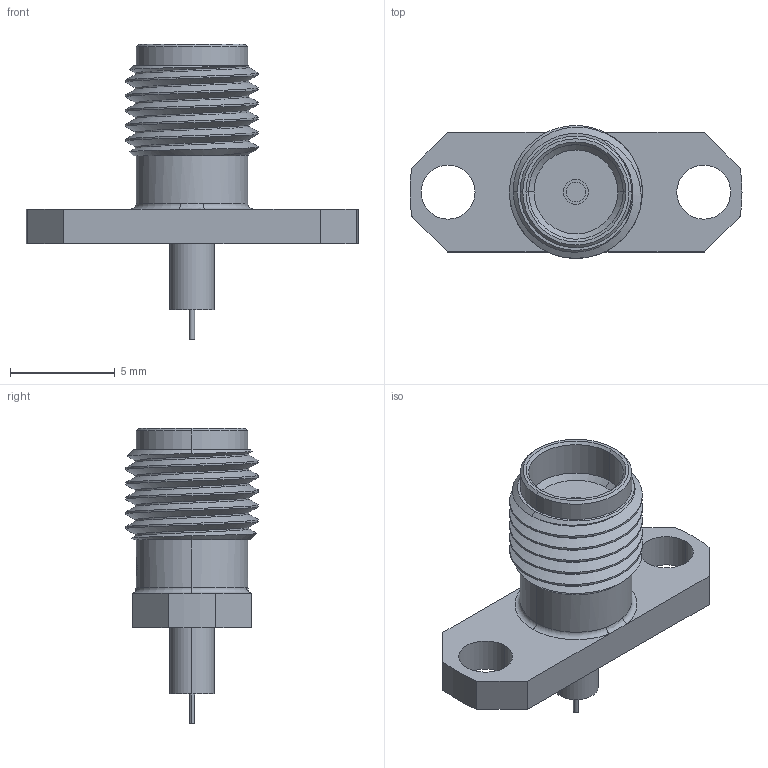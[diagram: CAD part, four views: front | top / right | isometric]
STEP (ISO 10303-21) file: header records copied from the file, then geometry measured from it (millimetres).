
FILE_DESCRIPTION (( 'STEP AP203' ), '1' );
FILE_NAME ('PE45067.step', '2018-05-16T20:45:09', ( '' ), ( '' ), 'SwSTEP 2.0', 'SolidWorks 2017', '' );
FILE_SCHEMA (( 'CONFIG_CONTROL_DESIGN' ));
Length unit declared in the file: inch
Products named in the file (1): PE45067
Bounding box: 15.87 x 6.34 x 14.12 mm (x, y, z)
Volume: 291.8 mm3; surface area: 564.5 mm2
Topology: 2 solids, 2 shells, 79 faces, 188 edges, 121 vertices
Faces by surface type: cylinder 40, plane 19, cone 12, bspline 5, torus 3
Entity records: 3472 total; most frequent: CARTESIAN_POINT 1612, ORIENTED_EDGE 376, DIRECTION 368, EDGE_CURVE 188, AXIS2_PLACEMENT_3D 149, VERTEX_POINT 121, EDGE_LOOP 93, FACE_OUTER_BOUND 79
